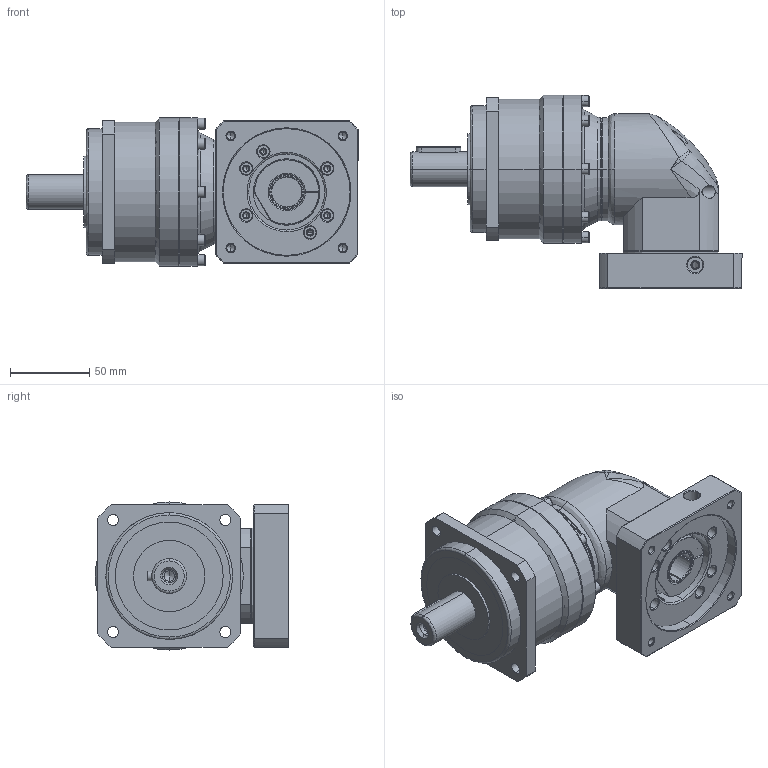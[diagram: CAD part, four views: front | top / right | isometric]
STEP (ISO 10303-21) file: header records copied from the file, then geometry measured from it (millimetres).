
FILE_DESCRIPTION (( 'STEP AP214' ), '1' );
FILE_NAME ('PBL090-L2-19-80-100M6.STEP', '2024-01-06T01:56:11', ( 'admin' ), ( '' ), 'SwSTEP 2.0', 'SolidWorks 2013', '' );
FILE_SCHEMA (( 'AUTOMOTIVE_DESIGN' ));
Length unit declared in the file: millimetre
Products named in the file (6): PB090_X2_8F9351FA7AEF_X0_; SBL060-80-100M6; SBL060_X2_8F9351658F7495017D2773AF_X0_-19; PBL090-L2-19-80-100M6; PB090_X2_4E007EA79F7F570863A5_X0_060; SDL060_X2_94DD58F3_X0_-19
Assembly tree (5 placements, depth 2):
  PBL090-L2-19-80-100M6
    SDL060_X2_94DD58F3_X0_-19
    SBL060_X2_8F9351658F7495017D2773AF_X0_-19
    PB090_X2_4E007EA79F7F570863A5_X0_060
    SBL060-80-100M6
    PB090_X2_8F9351FA7AEF_X0_
Bounding box: 209.5 x 122.25 x 93.5 mm (x, y, z)
Volume: 961092 mm3; surface area: 139979.2 mm2
Topology: 11 solids, 11 shells, 626 faces, 1550 edges, 926 vertices
Faces by surface type: cylinder 238, plane 181, cone 157, bspline 48, torus 2
Entity records: 28300 total; most frequent: CARTESIAN_POINT 6699, DIRECTION 3106, ORIENTED_EDGE 2920, EDGE_CURVE 1460, AXIS2_PLACEMENT_3D 1236, VERTEX_POINT 926, EDGE_LOOP 738, CIRCLE 650
